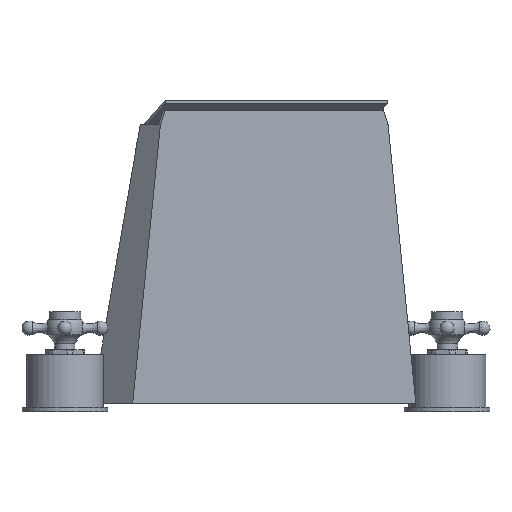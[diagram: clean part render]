
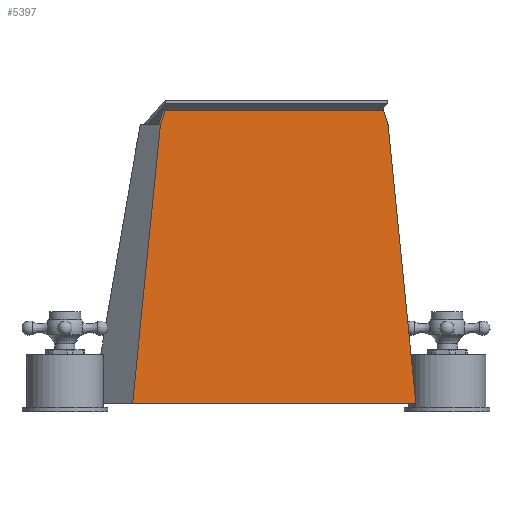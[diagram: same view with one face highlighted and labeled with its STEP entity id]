
A CAD part, front view. The second image highlights one B-rep face of the part: STEP entity #5397.
In plain terms, the highlighted face is planar.
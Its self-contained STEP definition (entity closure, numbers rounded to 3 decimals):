
#315=PLANE('',#5939);
#838=FACE_OUTER_BOUND('',#1177,.T.);
#1177=EDGE_LOOP('',(#4516,#4517,#4518,#4519,#4520,#4521));
#1545=LINE('',#11804,#1884);
#1555=LINE('',#11824,#1894);
#1557=LINE('',#11827,#1896);
#1558=LINE('',#11830,#1897);
#1560=LINE('',#11834,#1899);
#1562=LINE('',#11837,#1901);
#1884=VECTOR('',#6958,10.);
#1894=VECTOR('',#6976,10.);
#1896=VECTOR('',#6980,10.);
#1897=VECTOR('',#6983,10.);
#1899=VECTOR('',#6987,10.);
#1901=VECTOR('',#6991,10.);
#2551=VERTEX_POINT('',#11801);
#2552=VERTEX_POINT('',#11803);
#2557=VERTEX_POINT('',#11821);
#2558=VERTEX_POINT('',#11823);
#2559=VERTEX_POINT('',#11829);
#2560=VERTEX_POINT('',#11833);
#3238=EDGE_CURVE('',#2552,#2551,#1545,.T.);
#3248=EDGE_CURVE('',#2558,#2557,#1555,.T.);
#3250=EDGE_CURVE('',#2551,#2558,#1557,.T.);
#3251=EDGE_CURVE('',#2559,#2552,#1558,.T.);
#3253=EDGE_CURVE('',#2560,#2559,#1560,.T.);
#3255=EDGE_CURVE('',#2557,#2560,#1562,.T.);
#4516=ORIENTED_EDGE('',*,*,#3255,.T.);
#4517=ORIENTED_EDGE('',*,*,#3253,.T.);
#4518=ORIENTED_EDGE('',*,*,#3251,.T.);
#4519=ORIENTED_EDGE('',*,*,#3238,.T.);
#4520=ORIENTED_EDGE('',*,*,#3250,.T.);
#4521=ORIENTED_EDGE('',*,*,#3248,.T.);
#5397=ADVANCED_FACE('',(#838),#315,.T.);
#5939=AXIS2_PLACEMENT_3D('',#11838,#6992,#6993);
#6958=DIRECTION('',(-0.14,0.,-0.99));
#6976=DIRECTION('',(-0.14,0.,0.99));
#6980=DIRECTION('',(1.,0.,0.));
#6983=DIRECTION('',(-0.41,0.,-0.912));
#6987=DIRECTION('',(-1.,0.,0.));
#6991=DIRECTION('',(-0.41,0.,0.912));
#6992=DIRECTION('center_axis',(0.,-1.,0.));
#6993=DIRECTION('ref_axis',(1.,0.,0.));
#11801=CARTESIAN_POINT('',(49.,-18.032,6.));
#11803=CARTESIAN_POINT('',(76.5,-18.032,201.));
#11804=CARTESIAN_POINT('',(49.,-18.032,6.));
#11821=CARTESIAN_POINT('',(301.5,-18.032,201.));
#11823=CARTESIAN_POINT('',(329.,-18.032,6.));
#11824=CARTESIAN_POINT('',(301.5,-18.032,201.));
#11827=CARTESIAN_POINT('',(189.,-18.032,6.));
#11829=CARTESIAN_POINT('',(81.,-18.032,211.));
#11830=CARTESIAN_POINT('',(76.5,-18.032,201.));
#11833=CARTESIAN_POINT('',(297.,-18.032,211.));
#11834=CARTESIAN_POINT('',(297.,-18.032,211.));
#11837=CARTESIAN_POINT('',(301.5,-18.032,201.));
#11838=CARTESIAN_POINT('Origin',(189.,-18.032,108.5));
